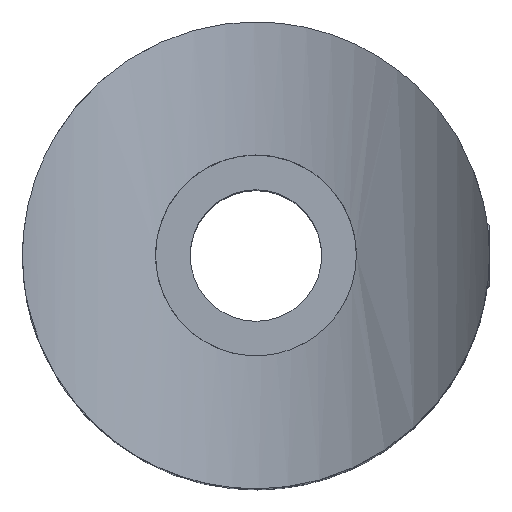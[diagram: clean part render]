
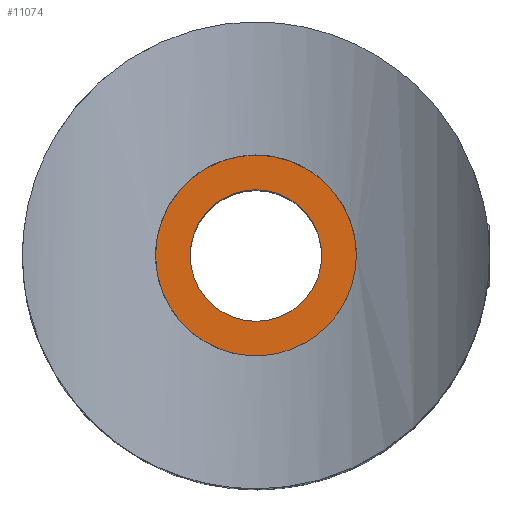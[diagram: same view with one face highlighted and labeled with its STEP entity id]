
A CAD part, top view. The second image highlights one B-rep face of the part: STEP entity #11074.
In plain terms, the highlighted planar face has unit normal (0, 0, 1).
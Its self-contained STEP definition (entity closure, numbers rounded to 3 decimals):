
#477 = EDGE_CURVE ( 'NONE', #652, #652, #771, .T. ) ;
#652 = VERTEX_POINT ( 'NONE', #12049 ) ;
#771 = CIRCLE ( 'NONE', #9266, 7.25 ) ;
#2460 = EDGE_LOOP ( 'NONE', ( #3677 ) ) ;
#3020 = EDGE_LOOP ( 'NONE', ( #12594 ) ) ;
#3057 = CARTESIAN_POINT ( 'NONE',  ( 0., 0., 19.5 ) ) ;
#3677 = ORIENTED_EDGE ( 'NONE', *, *, #477, .T. ) ;
#5341 = FACE_OUTER_BOUND ( 'NONE', #2460, .T. ) ;
#5912 = DIRECTION ( 'NONE',  ( 1., 0., 0. ) ) ;
#6266 = AXIS2_PLACEMENT_3D ( 'NONE', #3057, #7325, #14031 ) ;
#6503 = PLANE ( 'NONE',  #13955 ) ;
#6884 = FACE_BOUND ( 'NONE', #3020, .T. ) ;
#7325 = DIRECTION ( 'NONE',  ( 0., 0., -1. ) ) ;
#7859 = CARTESIAN_POINT ( 'NONE',  ( 4.75, 0., 19.5 ) ) ;
#8558 = DIRECTION ( 'NONE',  ( 1., 0., 0. ) ) ;
#9266 = AXIS2_PLACEMENT_3D ( 'NONE', #12436, #12392, #5912 ) ;
#9618 = DIRECTION ( 'NONE',  ( 0., 0., 1. ) ) ;
#10143 = VERTEX_POINT ( 'NONE', #7859 ) ;
#11074 = ADVANCED_FACE ( 'NONE', ( #5341, #6884 ), #6503, .T. ) ;
#11887 = CARTESIAN_POINT ( 'NONE',  ( 0., 0., 19.5 ) ) ;
#12049 = CARTESIAN_POINT ( 'NONE',  ( 7.25, 0., 19.5 ) ) ;
#12392 = DIRECTION ( 'NONE',  ( 0., 0., 1. ) ) ;
#12436 = CARTESIAN_POINT ( 'NONE',  ( 0., 0., 19.5 ) ) ;
#12594 = ORIENTED_EDGE ( 'NONE', *, *, #12783, .T. ) ;
#12783 = EDGE_CURVE ( 'NONE', #10143, #10143, #13622, .T. ) ;
#13622 = CIRCLE ( 'NONE', #6266, 4.75 ) ;
#13955 = AXIS2_PLACEMENT_3D ( 'NONE', #11887, #9618, #8558 ) ;
#14031 = DIRECTION ( 'NONE',  ( 1., 0., 0. ) ) ;
